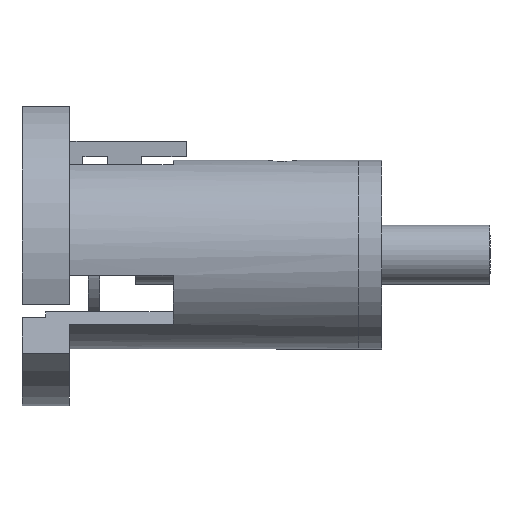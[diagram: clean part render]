
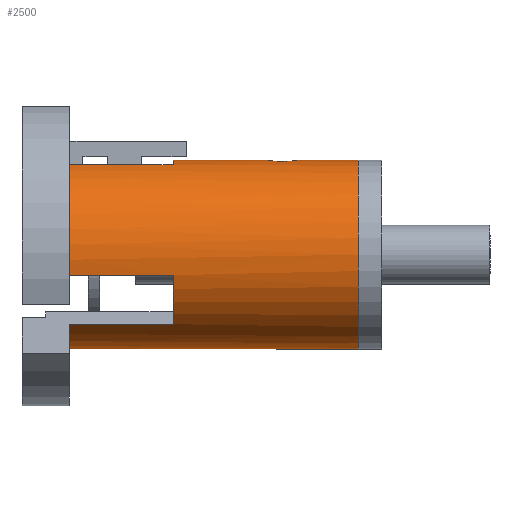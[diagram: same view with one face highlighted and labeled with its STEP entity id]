
A CAD part, front view. The second image highlights one B-rep face of the part: STEP entity #2500.
In plain terms, the highlighted cylindrical face has radius 12.7 mm (diameter 25.4 mm), a full revolution.
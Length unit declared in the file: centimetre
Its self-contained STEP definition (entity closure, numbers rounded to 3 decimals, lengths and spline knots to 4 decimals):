
#42=LINE('',#4244,#224);
#54=LINE('',#4267,#236);
#66=LINE('',#4320,#248);
#69=LINE('',#4328,#251);
#84=LINE('',#4373,#266);
#85=LINE('',#4375,#267);
#224=VECTOR('',#3079,1.);
#236=VECTOR('',#3093,1.);
#248=VECTOR('',#3151,1.);
#251=VECTOR('',#3160,1.);
#266=VECTOR('',#3209,1.);
#267=VECTOR('',#3212,1.);
#552=CIRCLE('',#2684,1.27);
#565=CIRCLE('',#2706,1.27);
#566=CIRCLE('',#2708,1.27);
#567=CIRCLE('',#2711,1.27);
#568=CIRCLE('',#2714,1.27);
#575=CIRCLE('',#2728,1.27);
#576=CIRCLE('',#2732,1.27);
#698=FACE_BOUND('',#1021,.T.);
#699=FACE_BOUND('',#1022,.T.);
#812=FACE_OUTER_BOUND('',#1020,.T.);
#1020=EDGE_LOOP('',(#1971,#1972,#1973,#1974,#1975,#1976,#1977,#1978,#1979,
#1980,#1981,#1982));
#1021=EDGE_LOOP('',(#1983));
#1022=EDGE_LOOP('',(#1984));
#1153=B_SPLINE_CURVE_WITH_KNOTS('',3,(#4162,#4163,#4164,#4165,#4166,#4167,
#4168,#4169,#4170,#4171,#4172,#4173,#4174,#4175,#4176,#4177,#4178,#4179,
#4180,#4181,#4182,#4183,#4184,#4185,#4186,#4187,#4188,#4189,#4190,#4191,
#4192,#4193,#4194,#4195),.UNSPECIFIED.,.T.,.F.,(4,2,2,2,2,2,2,2,2,2,2,2,
2,2,2,2,4),(0.,0.0793,0.1585,0.2378,0.317,
0.3963,0.4756,0.5548,0.6341,
0.7133,0.7926,0.8719,0.9511,
1.0304,1.1096,1.1889,1.2682),
 .UNSPECIFIED.);
#1211=VERTEX_POINT('',#4161);
#1215=VERTEX_POINT('',#4235);
#1216=VERTEX_POINT('',#4237);
#1218=VERTEX_POINT('',#4243);
#1228=VERTEX_POINT('',#4265);
#1244=VERTEX_POINT('',#4311);
#1245=VERTEX_POINT('',#4315);
#1246=VERTEX_POINT('',#4319);
#1247=VERTEX_POINT('',#4323);
#1248=VERTEX_POINT('',#4327);
#1253=VERTEX_POINT('',#4339);
#1260=VERTEX_POINT('',#4367);
#1261=VERTEX_POINT('',#4368);
#1262=VERTEX_POINT('',#4378);
#1454=EDGE_CURVE('',#1211,#1211,#1153,.T.);
#1458=EDGE_CURVE('',#1216,#1215,#552,.T.);
#1461=EDGE_CURVE('',#1218,#1216,#42,.T.);
#1473=EDGE_CURVE('',#1215,#1228,#54,.T.);
#1495=EDGE_CURVE('',#1244,#1218,#565,.T.);
#1498=EDGE_CURVE('',#1228,#1245,#566,.T.);
#1499=EDGE_CURVE('',#1246,#1244,#66,.T.);
#1501=EDGE_CURVE('',#1247,#1246,#567,.T.);
#1503=EDGE_CURVE('',#1248,#1247,#69,.T.);
#1509=EDGE_CURVE('',#1253,#1248,#568,.T.);
#1523=EDGE_CURVE('',#1260,#1261,#575,.T.);
#1526=EDGE_CURVE('',#1261,#1253,#84,.T.);
#1527=EDGE_CURVE('',#1245,#1260,#85,.T.);
#1529=EDGE_CURVE('',#1262,#1262,#576,.T.);
#1971=ORIENTED_EDGE('',*,*,#1473,.T.);
#1972=ORIENTED_EDGE('',*,*,#1498,.T.);
#1973=ORIENTED_EDGE('',*,*,#1527,.T.);
#1974=ORIENTED_EDGE('',*,*,#1523,.T.);
#1975=ORIENTED_EDGE('',*,*,#1526,.T.);
#1976=ORIENTED_EDGE('',*,*,#1509,.T.);
#1977=ORIENTED_EDGE('',*,*,#1503,.T.);
#1978=ORIENTED_EDGE('',*,*,#1501,.T.);
#1979=ORIENTED_EDGE('',*,*,#1499,.T.);
#1980=ORIENTED_EDGE('',*,*,#1495,.T.);
#1981=ORIENTED_EDGE('',*,*,#1461,.T.);
#1982=ORIENTED_EDGE('',*,*,#1458,.T.);
#1983=ORIENTED_EDGE('',*,*,#1454,.T.);
#1984=ORIENTED_EDGE('',*,*,#1529,.F.);
#2400=CYLINDRICAL_SURFACE('',#2731,1.27);
#2500=ADVANCED_FACE('',(#812,#698,#699),#2400,.T.);
#2684=AXIS2_PLACEMENT_3D('',#4238,#3073,#3074);
#2706=AXIS2_PLACEMENT_3D('',#4312,#3141,#3142);
#2708=AXIS2_PLACEMENT_3D('',#4317,#3147,#3148);
#2711=AXIS2_PLACEMENT_3D('',#4324,#3155,#3156);
#2714=AXIS2_PLACEMENT_3D('',#4340,#3168,#3169);
#2728=AXIS2_PLACEMENT_3D('',#4369,#3203,#3204);
#2731=AXIS2_PLACEMENT_3D('',#4377,#3214,#3215);
#2732=AXIS2_PLACEMENT_3D('',#4379,#3216,#3217);
#3073=DIRECTION('center_axis',(1.,0.,0.));
#3074=DIRECTION('ref_axis',(0.,1.,0.));
#3079=DIRECTION('',(1.,0.,0.));
#3093=DIRECTION('',(-1.,0.,0.));
#3141=DIRECTION('center_axis',(1.,0.,0.));
#3142=DIRECTION('ref_axis',(0.,0.,-1.));
#3147=DIRECTION('center_axis',(1.,0.,0.));
#3148=DIRECTION('ref_axis',(0.,0.,-1.));
#3151=DIRECTION('',(-1.,0.,0.));
#3155=DIRECTION('center_axis',(1.,0.,0.));
#3156=DIRECTION('ref_axis',(0.,1.,0.));
#3160=DIRECTION('',(1.,0.,0.));
#3168=DIRECTION('center_axis',(1.,0.,0.));
#3169=DIRECTION('ref_axis',(0.,0.,-1.));
#3203=DIRECTION('center_axis',(1.,0.,0.));
#3204=DIRECTION('ref_axis',(0.,1.,0.));
#3209=DIRECTION('',(-1.,0.,0.));
#3212=DIRECTION('',(1.,0.,0.));
#3214=DIRECTION('center_axis',(1.,0.,0.));
#3215=DIRECTION('ref_axis',(0.,1.,0.));
#3216=DIRECTION('center_axis',(1.,0.,0.));
#3217=DIRECTION('ref_axis',(0.,0.,-1.));
#4161=CARTESIAN_POINT('',(1.9761,-0.21,1.2525));
#4162=CARTESIAN_POINT('Ctrl Pts',(1.9761,-0.21,1.2525));
#4163=CARTESIAN_POINT('Ctrl Pts',(1.9497,-0.21,1.2525));
#4164=CARTESIAN_POINT('Ctrl Pts',(1.9216,-0.2047,1.2534));
#4165=CARTESIAN_POINT('Ctrl Pts',(1.8698,-0.1833,1.2568));
#4166=CARTESIAN_POINT('Ctrl Pts',(1.8462,-0.1671,1.2591));
#4167=CARTESIAN_POINT('Ctrl Pts',(1.809,-0.1299,1.2635));
#4168=CARTESIAN_POINT('Ctrl Pts',(1.7929,-0.1063,1.2658));
#4169=CARTESIAN_POINT('Ctrl Pts',(1.7714,-0.0546,
1.2691));
#4170=CARTESIAN_POINT('Ctrl Pts',(1.7661,-0.0264,
1.27));
#4171=CARTESIAN_POINT('Ctrl Pts',(1.7661,0.0264,1.27));
#4172=CARTESIAN_POINT('Ctrl Pts',(1.7714,0.0546,1.2691));
#4173=CARTESIAN_POINT('Ctrl Pts',(1.7929,0.1063,1.2658));
#4174=CARTESIAN_POINT('Ctrl Pts',(1.809,0.1299,1.2635));
#4175=CARTESIAN_POINT('Ctrl Pts',(1.8462,0.1671,1.2591));
#4176=CARTESIAN_POINT('Ctrl Pts',(1.8698,0.1833,1.2568));
#4177=CARTESIAN_POINT('Ctrl Pts',(1.9216,0.2047,1.2534));
#4178=CARTESIAN_POINT('Ctrl Pts',(1.9497,0.21,1.2525));
#4179=CARTESIAN_POINT('Ctrl Pts',(2.0025,0.21,1.2525));
#4180=CARTESIAN_POINT('Ctrl Pts',(2.0307,0.2047,1.2534));
#4181=CARTESIAN_POINT('Ctrl Pts',(2.0824,0.1833,1.2568));
#4182=CARTESIAN_POINT('Ctrl Pts',(2.106,0.1671,1.2591));
#4183=CARTESIAN_POINT('Ctrl Pts',(2.1432,0.1299,1.2635));
#4184=CARTESIAN_POINT('Ctrl Pts',(2.1594,0.1063,1.2658));
#4185=CARTESIAN_POINT('Ctrl Pts',(2.1808,0.0546,1.2691));
#4186=CARTESIAN_POINT('Ctrl Pts',(2.1861,0.0264,1.27));
#4187=CARTESIAN_POINT('Ctrl Pts',(2.1861,-0.0264,
1.27));
#4188=CARTESIAN_POINT('Ctrl Pts',(2.1808,-0.0546,
1.2691));
#4189=CARTESIAN_POINT('Ctrl Pts',(2.1594,-0.1063,1.2658));
#4190=CARTESIAN_POINT('Ctrl Pts',(2.1432,-0.1299,1.2635));
#4191=CARTESIAN_POINT('Ctrl Pts',(2.106,-0.1671,1.2591));
#4192=CARTESIAN_POINT('Ctrl Pts',(2.0824,-0.1833,1.2568));
#4193=CARTESIAN_POINT('Ctrl Pts',(2.0307,-0.2047,1.2534));
#4194=CARTESIAN_POINT('Ctrl Pts',(2.0025,-0.21,1.2525));
#4195=CARTESIAN_POINT('Ctrl Pts',(1.9761,-0.21,1.2525));
#4235=CARTESIAN_POINT('',(0.508,1.2397,-0.2758));
#4237=CARTESIAN_POINT('',(0.508,0.8587,-0.9357));
#4238=CARTESIAN_POINT('Origin',(0.508,0.,0.));
#4243=CARTESIAN_POINT('',(-0.889,0.8587,-0.9357));
#4244=CARTESIAN_POINT('',(1.0554,0.8587,-0.9357));
#4265=CARTESIAN_POINT('',(-0.889,1.2397,-0.2758));
#4267=CARTESIAN_POINT('',(1.0554,1.2397,-0.2758));
#4311=CARTESIAN_POINT('',(-0.889,-0.8587,-0.9357));
#4312=CARTESIAN_POINT('Origin',(-0.889,0.,0.));
#4315=CARTESIAN_POINT('',(-0.889,0.381,1.2115));
#4317=CARTESIAN_POINT('Origin',(-0.889,0.,0.));
#4319=CARTESIAN_POINT('',(0.508,-0.8587,-0.9357));
#4320=CARTESIAN_POINT('',(1.0554,-0.8587,-0.9357));
#4323=CARTESIAN_POINT('',(0.508,-1.2397,-0.2758));
#4324=CARTESIAN_POINT('Origin',(0.508,0.,0.));
#4327=CARTESIAN_POINT('',(-0.889,-1.2397,-0.2758));
#4328=CARTESIAN_POINT('',(1.0554,-1.2397,-0.2758));
#4339=CARTESIAN_POINT('',(-0.889,-0.381,1.2115));
#4340=CARTESIAN_POINT('Origin',(-0.889,0.,0.));
#4367=CARTESIAN_POINT('',(0.508,0.381,1.2115));
#4368=CARTESIAN_POINT('',(0.508,-0.381,1.2115));
#4369=CARTESIAN_POINT('Origin',(0.508,0.,0.));
#4373=CARTESIAN_POINT('',(1.0554,-0.381,1.2115));
#4375=CARTESIAN_POINT('',(1.0554,0.381,1.2115));
#4377=CARTESIAN_POINT('Origin',(1.0554,0.,
0.));
#4378=CARTESIAN_POINT('',(2.9997,1.27,0.));
#4379=CARTESIAN_POINT('Origin',(2.9997,0.,
0.));
